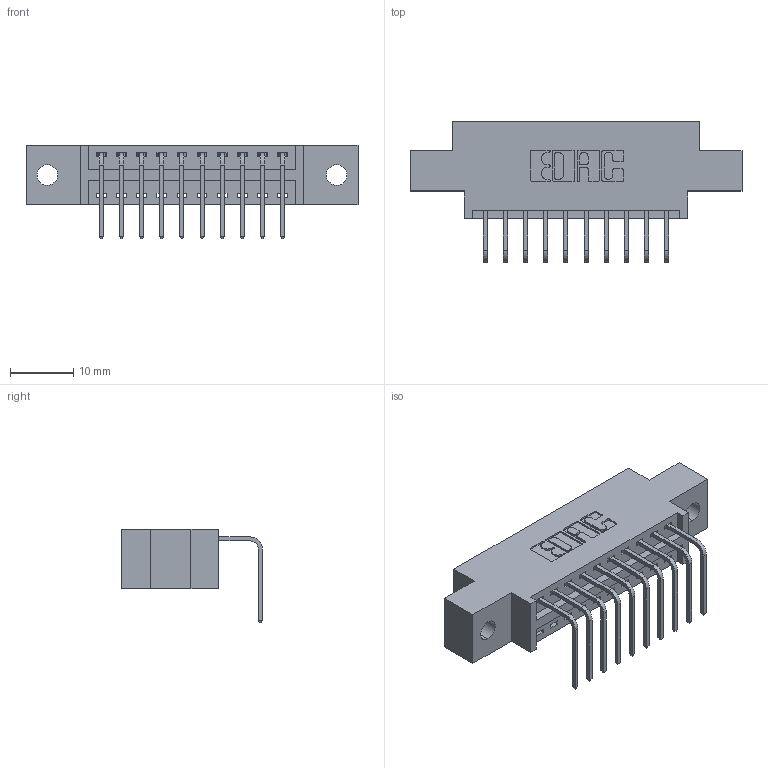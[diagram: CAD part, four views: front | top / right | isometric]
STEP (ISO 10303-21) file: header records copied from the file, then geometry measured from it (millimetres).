
FILE_DESCRIPTION (( 'STEP AP203' ), '1' );
FILE_NAME ('346-010-558-602.STEP', '2018-08-17T07:52:13', ( '' ), ( '' ), 'SwSTEP 2.0', 'SolidWorks 2016', '' );
FILE_SCHEMA (( 'CONFIG_CONTROL_DESIGN' ));
Length unit declared in the file: inch
Products named in the file (3): 346-010-558-602; 346 Part_0.170 Offset - 0.128 Dia; 345-292-001_558 Tail - 2
Assembly tree (11 placements, depth 2):
  346-010-558-602
    346 Part_0.170 Offset - 0.128 Dia
    345-292-001_558 Tail - 2  x10
Bounding box: 52.32 x 22.16 x 14.73 mm (x, y, z)
Volume: 4630.1 mm3; surface area: 5529.6 mm2
Topology: 11 solids, 11 shells, 726 faces, 2161 edges, 1426 vertices
Faces by surface type: plane 500, cylinder 226
Entity records: 10733 total; most frequent: CARTESIAN_POINT 1858, ORIENTED_EDGE 1802, DIRECTION 1677, EDGE_CURVE 901, LINE 729, VECTOR 729, VERTEX_POINT 598, AXIS2_PLACEMENT_3D 474
